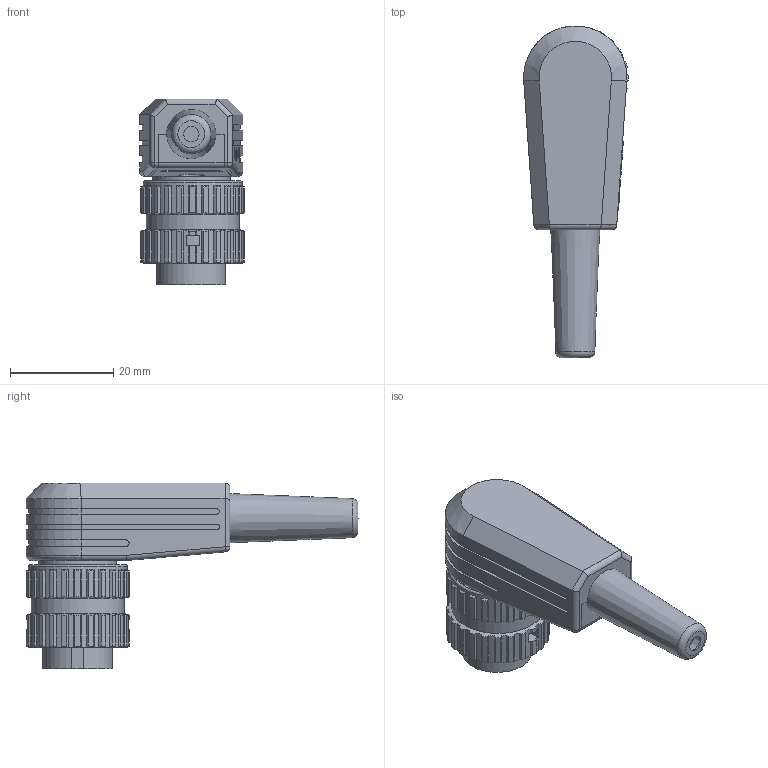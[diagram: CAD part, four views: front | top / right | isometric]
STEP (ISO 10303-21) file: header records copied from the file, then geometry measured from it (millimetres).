
FILE_DESCRIPTION(/* description */ (''),/* implementation_level */ '2;1');
FILE_NAME(/* name */ 't 3394 005 unxc001-01.stp',/* time_stamp */ '2019-07-08T16:41:58+02:00',/* author */ (''),/* organization */ (''),/* preprocessor_version */ 'ST-DEVELOPER v16.7',/* originating_system */ 'SIEMENS PLM Software NX 12.0',/* authorisation */ '');
FILE_SCHEMA (('AUTOMOTIVE_DESIGN { 1 0 10303 214 3 1 1 1 }'));
Length unit declared in the file: millimetre
Products named in the file (1): t 3394 005 unxc001-01
Bounding box: 20.23 x 64.29 x 36 mm (x, y, z)
Volume: 14836.8 mm3; surface area: 6717.5 mm2
Topology: 1 solids, 5 shells, 555 faces, 1483 edges, 961 vertices
Faces by surface type: plane 304, cylinder 154, cone 66, bspline 23, extrusion 8
Full cylindrical faces by diameter (mm): 1.475 x5, 1.5 x5, 1.82 x5, 3 x1, 5 x1, 15 x1, 17.1 x1, 18 x1, 19.2 x1
Entity records: 19027 total; most frequent: CARTESIAN_POINT 4195, ORIENTED_EDGE 2780, DIRECTION 2639, EDGE_CURVE 1390, AXIS2_PLACEMENT_3D 976, VERTEX_POINT 923, VECTOR 687, LINE 679
